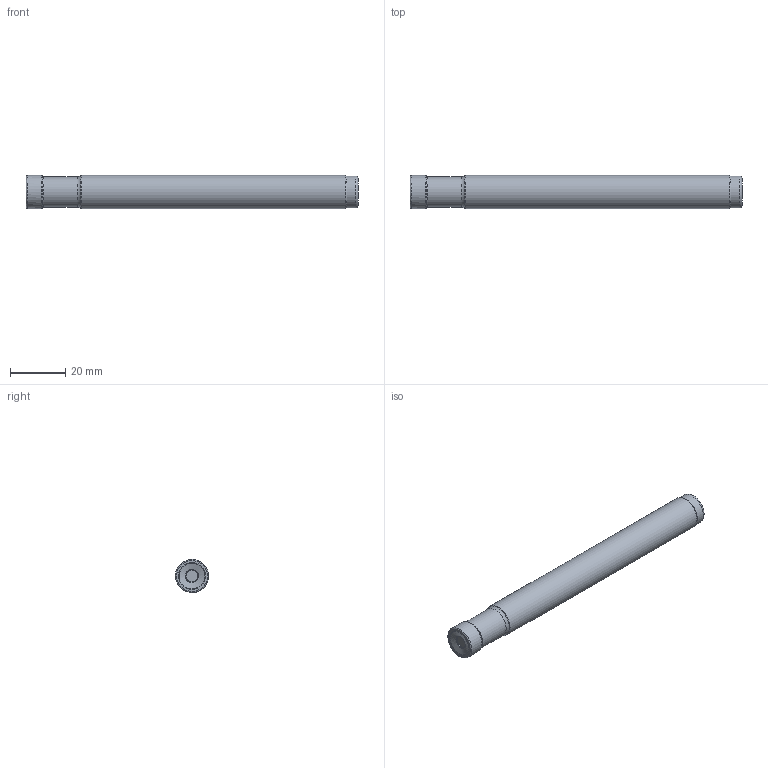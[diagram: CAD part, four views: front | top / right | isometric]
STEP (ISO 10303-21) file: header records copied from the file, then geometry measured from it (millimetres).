
FILE_DESCRIPTION(/* description */ (''),/* implementation_level */ '2;1');
FILE_NAME(/* name */ 'AEM90-AP06-D12-C12-L120-Z02.stp',/* time_stamp */ '2023-10-03T15:01:47+03:00',/* author */ (''),/* organization */ (''),/* preprocessor_version */ 'ST-DEVELOPER v19.4',/* originating_system */ 'SIEMENS PLM Software NX2306.3001',/* authorisation */ '');
FILE_SCHEMA (('AUTOMOTIVE_DESIGN { 1 0 10303 214 3 1 1 1 }'));
Length unit declared in the file: millimetre
Products named in the file (1): AEM90-AP06-D12-C12-L120-Z02
Bounding box: 120 x 12.01 x 12.01 mm (x, y, z)
Volume: 13719.1 mm3; surface area: 5120.9 mm2
Topology: 2 solids, 2 shells, 29 faces, 68 edges, 42 vertices
Faces by surface type: revolution 14, cone 4, torus 4, cylinder 4, plane 3
Full cylindrical faces by diameter (mm): 11 x1, 11.2 x1, 11.5 x1, 12 x1
Entity records: 761 total; most frequent: DIRECTION 122, CARTESIAN_POINT 100, EDGE_LOOP 56, ORIENTED_EDGE 56, FACE_BOUND 54, AXIS2_PLACEMENT_3D 50, ADVANCED_FACE 29, VERTEX_POINT 28
